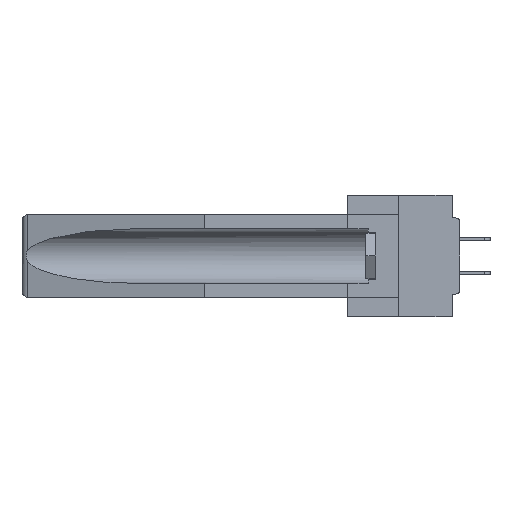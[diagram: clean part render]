
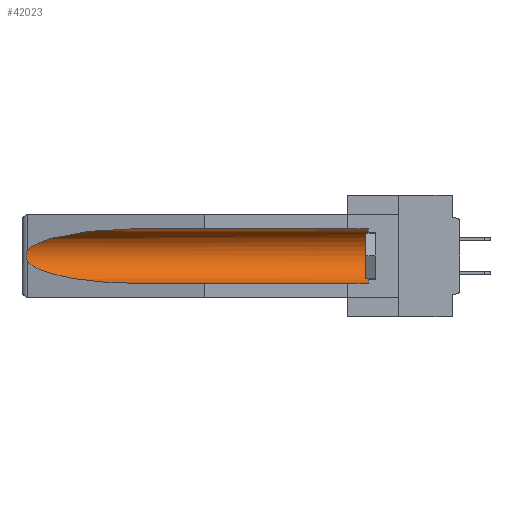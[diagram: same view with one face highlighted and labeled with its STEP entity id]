
A CAD part, left-side view. The second image highlights one B-rep face of the part: STEP entity #42023.
In plain terms, the highlighted cylindrical face has radius 2.857 mm (diameter 5.715 mm), a partial arc.
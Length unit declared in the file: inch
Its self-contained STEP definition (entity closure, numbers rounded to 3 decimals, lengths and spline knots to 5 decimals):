
#867 = EDGE_LOOP ( 'NONE', ( #10581, #38795, #16421, #8597, #41309, #26411 ) ) ;
#896 = CARTESIAN_POINT ( 'NONE',  ( 0.26537, 1.52718, -0.14972 ) ) ;
#1221 = CARTESIAN_POINT ( 'NONE',  ( 0.155, -0.30754, -0.284 ) ) ;
#2651 =( BOUNDED_CURVE ( )  B_SPLINE_CURVE ( 3, ( #12906, #3125, #6299, #27027 ),
 .UNSPECIFIED., .F., .F. ) 
 B_SPLINE_CURVE_WITH_KNOTS ( ( 4, 4 ),
 ( 4.71239, 6.08839 ),
 .UNSPECIFIED. ) 
 CURVE ( )  GEOMETRIC_REPRESENTATION_ITEM ( )  RATIONAL_B_SPLINE_CURVE ( ( 1., 0.848, 0.848, 1. ) ) 
 REPRESENTATION_ITEM ( '' )  );
#3125 = CARTESIAN_POINT ( 'NONE',  ( 0.21114, 1.30732, -0.059 ) ) ;
#3550 = CARTESIAN_POINT ( 'NONE',  ( 0.155, 1.07973, -0.284 ) ) ;
#3651 = EDGE_CURVE ( 'NONE', #31254, #35613, #9204, .T. ) ;
#4581 = EDGE_CURVE ( 'NONE', #24312, #30255, #36100, .T. ) ;
#5127 = CARTESIAN_POINT ( 'NONE',  ( 0.155, 0.126, -0.059 ) ) ;
#6299 = CARTESIAN_POINT ( 'NONE',  ( 0.25451, 1.48313, -0.09465 ) ) ;
#6777 = CARTESIAN_POINT ( 'NONE',  ( 0.155, 1.07973, -0.059 ) ) ;
#6846 = DIRECTION ( 'NONE',  ( 0., 0., 1. ) ) ;
#8304 = AXIS2_PLACEMENT_3D ( 'NONE', #31151, #17248, #20827 ) ;
#8597 = ORIENTED_EDGE ( 'NONE', *, *, #3651, .F. ) ;
#8987 = EDGE_CURVE ( 'NONE', #31254, #32188, #41558, .T. ) ;
#9204 = LINE ( 'NONE', #1221, #24098 ) ;
#10581 = ORIENTED_EDGE ( 'NONE', *, *, #27304, .T. ) ;
#11332 = CARTESIAN_POINT ( 'NONE',  ( 0.155, -0.30754, -0.059 ) ) ;
#12401 = CARTESIAN_POINT ( 'NONE',  ( 0.26654, 1.53092, -0.15636 ) ) ;
#12472 = CARTESIAN_POINT ( 'NONE',  ( 0.21114, 1.30732, -0.284 ) ) ;
#12695 = CARTESIAN_POINT ( 'NONE',  ( 0.2675, 1.53308, -0.16763 ) ) ;
#12906 = CARTESIAN_POINT ( 'NONE',  ( 0.155, 1.07973, -0.059 ) ) ;
#13226 = EDGE_CURVE ( 'NONE', #30255, #35613, #28263, .T. ) ;
#13524 = VECTOR ( 'NONE', #31491, 39.37008 ) ;
#15693 = CARTESIAN_POINT ( 'NONE',  ( 0.26655, 1.53094, -0.18657 ) ) ;
#15768 = CARTESIAN_POINT ( 'NONE',  ( 0.25451, 1.48313, -0.24835 ) ) ;
#16151 = CARTESIAN_POINT ( 'NONE',  ( 0.26537, 1.52718, -0.19328 ) ) ;
#16421 = ORIENTED_EDGE ( 'NONE', *, *, #13226, .T. ) ;
#17248 = DIRECTION ( 'NONE',  ( 0., -1., 0. ) ) ;
#19437 = CARTESIAN_POINT ( 'NONE',  ( 0.26537, 1.52718, -0.19328 ) ) ;
#20809 = AXIS2_PLACEMENT_3D ( 'NONE', #37471, #31114, #6846 ) ;
#20827 = DIRECTION ( 'NONE',  ( 0., 0., 1. ) ) ;
#22520 = CARTESIAN_POINT ( 'NONE',  ( 0.2675, 1.53308, -0.17534 ) ) ;
#24098 = VECTOR ( 'NONE', #28555, 39.37008 ) ;
#24312 = VERTEX_POINT ( 'NONE', #896 ) ;
#26411 = ORIENTED_EDGE ( 'NONE', *, *, #31042, .T. ) ;
#27027 = CARTESIAN_POINT ( 'NONE',  ( 0.26537, 1.52718, -0.14972 ) ) ;
#27304 = EDGE_CURVE ( 'NONE', #28008, #24312, #2651, .T. ) ;
#28008 = VERTEX_POINT ( 'NONE', #6777 ) ;
#28263 =( BOUNDED_CURVE ( )  B_SPLINE_CURVE ( 3, ( #39296, #15768, #12472, #43169 ),
 .UNSPECIFIED., .F., .F. ) 
 B_SPLINE_CURVE_WITH_KNOTS ( ( 4, 4 ),
 ( 0.1948, 1.5708 ),
 .UNSPECIFIED. ) 
 CURVE ( )  GEOMETRIC_REPRESENTATION_ITEM ( )  RATIONAL_B_SPLINE_CURVE ( ( 1., 0.848, 0.848, 1. ) ) 
 REPRESENTATION_ITEM ( '' )  );
#28555 = DIRECTION ( 'NONE',  ( 0., 1., 0. ) ) ;
#30255 = VERTEX_POINT ( 'NONE', #19437 ) ;
#31042 = EDGE_CURVE ( 'NONE', #32188, #28008, #43792, .T. ) ;
#31114 = DIRECTION ( 'NONE',  ( 0., 1., 0. ) ) ;
#31151 = CARTESIAN_POINT ( 'NONE',  ( 0.155, 0.126, -0.1715 ) ) ;
#31254 = VERTEX_POINT ( 'NONE', #32790 ) ;
#31491 = DIRECTION ( 'NONE',  ( 0., 1., 0. ) ) ;
#32188 = VERTEX_POINT ( 'NONE', #5127 ) ;
#32572 = CARTESIAN_POINT ( 'NONE',  ( 0.2673, 1.5327, -0.16383 ) ) ;
#32714 = CARTESIAN_POINT ( 'NONE',  ( 0.26597, 1.52961, -0.15275 ) ) ;
#32790 = CARTESIAN_POINT ( 'NONE',  ( 0.155, 0.126, -0.284 ) ) ;
#34269 = FACE_OUTER_BOUND ( 'NONE', #867, .T. ) ;
#35613 = VERTEX_POINT ( 'NONE', #3550 ) ;
#36100 = B_SPLINE_CURVE_WITH_KNOTS ( 'NONE', 3,
 ( #43395, #32714, #12401, #32572, #12695, #22520, #36413, #15693, #36134, #16151 ),
 .UNSPECIFIED., .F., .F.,
 ( 4, 2, 2, 2, 4 ),
 ( 0., 0.00029, 0.00058, 0.00087, 0.00117 ),
 .UNSPECIFIED. ) ;
#36134 = CARTESIAN_POINT ( 'NONE',  ( 0.26597, 1.5296, -0.19026 ) ) ;
#36413 = CARTESIAN_POINT ( 'NONE',  ( 0.2673, 1.53269, -0.17917 ) ) ;
#37471 = CARTESIAN_POINT ( 'NONE',  ( 0.155, -0.30754, -0.1715 ) ) ;
#38795 = ORIENTED_EDGE ( 'NONE', *, *, #4581, .T. ) ;
#39296 = CARTESIAN_POINT ( 'NONE',  ( 0.26537, 1.52718, -0.19328 ) ) ;
#41309 = ORIENTED_EDGE ( 'NONE', *, *, #8987, .T. ) ;
#41558 = CIRCLE ( 'NONE', #8304, 0.1125 ) ;
#42023 = ADVANCED_FACE ( 'NONE', ( #34269 ), #42220, .F. ) ;
#42220 = CYLINDRICAL_SURFACE ( 'NONE', #20809, 0.1125 ) ;
#43169 = CARTESIAN_POINT ( 'NONE',  ( 0.155, 1.07973, -0.284 ) ) ;
#43395 = CARTESIAN_POINT ( 'NONE',  ( 0.26537, 1.52718, -0.14972 ) ) ;
#43792 = LINE ( 'NONE', #11332, #13524 ) ;
